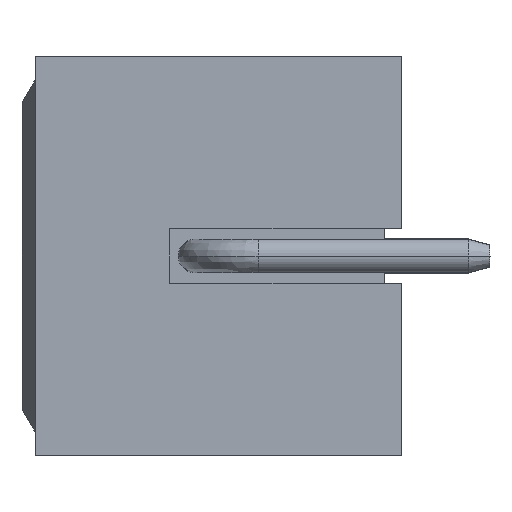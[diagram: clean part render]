
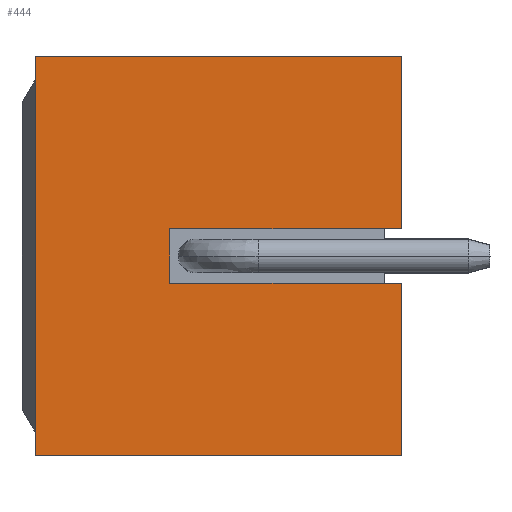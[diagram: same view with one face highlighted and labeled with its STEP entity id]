
A CAD part, left-side view. The second image highlights one B-rep face of the part: STEP entity #444.
In plain terms, the highlighted planar face has unit normal (-1, 0, 0).
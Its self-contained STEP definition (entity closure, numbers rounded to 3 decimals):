
#24 = ORIENTED_EDGE ( 'NONE', *, *, #1971, .T. ) ;
#100 = LINE ( 'NONE', #1088, #3354 ) ;
#128 = CARTESIAN_POINT ( 'NONE',  ( -11., 5.5, 0.65 ) ) ;
#223 = ORIENTED_EDGE ( 'NONE', *, *, #1103, .F. ) ;
#252 = DIRECTION ( 'NONE',  ( 0., 0., -1. ) ) ;
#351 = CARTESIAN_POINT ( 'NONE',  ( -11., 8.7, -4.75 ) ) ;
#388 = LINE ( 'NONE', #2654, #458 ) ;
#437 = LINE ( 'NONE', #1461, #2186 ) ;
#444 = ADVANCED_FACE ( 'NONE', ( #1876 ), #3140, .F. ) ;
#458 = VECTOR ( 'NONE', #252, 1000. ) ;
#492 = VECTOR ( 'NONE', #537, 1000. ) ;
#536 = EDGE_CURVE ( 'NONE', #610, #3130, #1967, .T. ) ;
#537 = DIRECTION ( 'NONE',  ( 0., -1., 0. ) ) ;
#610 = VERTEX_POINT ( 'NONE', #1303 ) ;
#621 = CARTESIAN_POINT ( 'NONE',  ( -11., 0., 4.75 ) ) ;
#734 = EDGE_CURVE ( 'NONE', #1256, #1929, #437, .T. ) ;
#744 = LINE ( 'NONE', #2891, #492 ) ;
#756 = EDGE_CURVE ( 'NONE', #1486, #994, #1455, .T. ) ;
#795 = VERTEX_POINT ( 'NONE', #128 ) ;
#842 = DIRECTION ( 'NONE',  ( 0., 1., 0. ) ) ;
#890 = DIRECTION ( 'NONE',  ( 0., -1., 0. ) ) ;
#917 = DIRECTION ( 'NONE',  ( 0., 0., -1. ) ) ;
#937 = LINE ( 'NONE', #1141, #1726 ) ;
#948 = CARTESIAN_POINT ( 'NONE',  ( -11., 5.5, -0.65 ) ) ;
#994 = VERTEX_POINT ( 'NONE', #3331 ) ;
#996 = CARTESIAN_POINT ( 'NONE',  ( -11., 8.7, 4.75 ) ) ;
#1045 = ORIENTED_EDGE ( 'NONE', *, *, #536, .T. ) ;
#1088 = CARTESIAN_POINT ( 'NONE',  ( -11., 8.7, 0.65 ) ) ;
#1103 = EDGE_CURVE ( 'NONE', #1929, #1189, #1224, .T. ) ;
#1117 = CARTESIAN_POINT ( 'NONE',  ( -11., 8.7, 0. ) ) ;
#1141 = CARTESIAN_POINT ( 'NONE',  ( -11., 8.7, -4.75 ) ) ;
#1189 = VERTEX_POINT ( 'NONE', #2858 ) ;
#1224 = LINE ( 'NONE', #1784, #2450 ) ;
#1256 = VERTEX_POINT ( 'NONE', #948 ) ;
#1263 = DIRECTION ( 'NONE',  ( 1., 0., 0. ) ) ;
#1270 = ORIENTED_EDGE ( 'NONE', *, *, #1339, .F. ) ;
#1303 = CARTESIAN_POINT ( 'NONE',  ( -11., 8.7, 4.75 ) ) ;
#1339 = EDGE_CURVE ( 'NONE', #795, #1256, #388, .T. ) ;
#1392 = ORIENTED_EDGE ( 'NONE', *, *, #2375, .F. ) ;
#1412 = DIRECTION ( 'NONE',  ( 0., -1., 0. ) ) ;
#1414 = VECTOR ( 'NONE', #2446, 1000. ) ;
#1418 = ORIENTED_EDGE ( 'NONE', *, *, #1811, .F. ) ;
#1455 = LINE ( 'NONE', #1984, #1964 ) ;
#1461 = CARTESIAN_POINT ( 'NONE',  ( -11., 8.7, -0.65 ) ) ;
#1486 = VERTEX_POINT ( 'NONE', #621 ) ;
#1726 = VECTOR ( 'NONE', #890, 1000. ) ;
#1784 = CARTESIAN_POINT ( 'NONE',  ( -11., 0., 4.75 ) ) ;
#1811 = EDGE_CURVE ( 'NONE', #610, #1486, #744, .T. ) ;
#1876 = FACE_OUTER_BOUND ( 'NONE', #2863, .T. ) ;
#1881 = ORIENTED_EDGE ( 'NONE', *, *, #734, .F. ) ;
#1929 = VERTEX_POINT ( 'NONE', #2398 ) ;
#1964 = VECTOR ( 'NONE', #917, 1000. ) ;
#1967 = LINE ( 'NONE', #1117, #1414 ) ;
#1971 = EDGE_CURVE ( 'NONE', #3130, #1189, #937, .T. ) ;
#1984 = CARTESIAN_POINT ( 'NONE',  ( -11., 0., 4.75 ) ) ;
#2096 = AXIS2_PLACEMENT_3D ( 'NONE', #996, #1263, #3129 ) ;
#2186 = VECTOR ( 'NONE', #1412, 1000. ) ;
#2257 = ORIENTED_EDGE ( 'NONE', *, *, #756, .F. ) ;
#2375 = EDGE_CURVE ( 'NONE', #994, #795, #100, .T. ) ;
#2398 = CARTESIAN_POINT ( 'NONE',  ( -11., 0., -0.65 ) ) ;
#2446 = DIRECTION ( 'NONE',  ( 0., 0., -1. ) ) ;
#2450 = VECTOR ( 'NONE', #2839, 1000. ) ;
#2654 = CARTESIAN_POINT ( 'NONE',  ( -11., 5.5, 4.75 ) ) ;
#2839 = DIRECTION ( 'NONE',  ( 0., 0., -1. ) ) ;
#2858 = CARTESIAN_POINT ( 'NONE',  ( -11., 0., -4.75 ) ) ;
#2863 = EDGE_LOOP ( 'NONE', ( #1270, #1392, #2257, #1418, #1045, #24, #223, #1881 ) ) ;
#2891 = CARTESIAN_POINT ( 'NONE',  ( -11., 8.7, 4.75 ) ) ;
#3129 = DIRECTION ( 'NONE',  ( 0., 0., -1. ) ) ;
#3130 = VERTEX_POINT ( 'NONE', #351 ) ;
#3140 = PLANE ( 'NONE',  #2096 ) ;
#3331 = CARTESIAN_POINT ( 'NONE',  ( -11., 0., 0.65 ) ) ;
#3354 = VECTOR ( 'NONE', #842, 1000. ) ;
